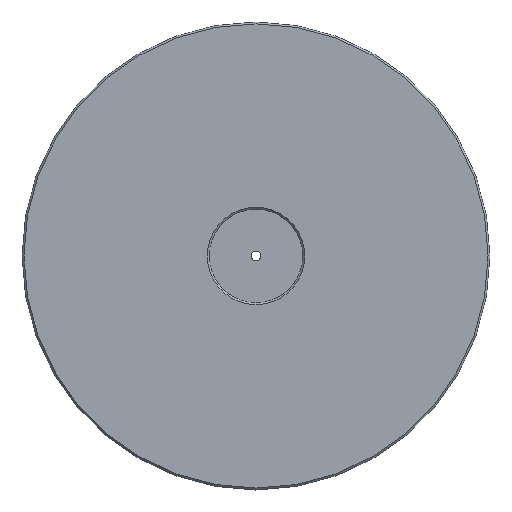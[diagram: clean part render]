
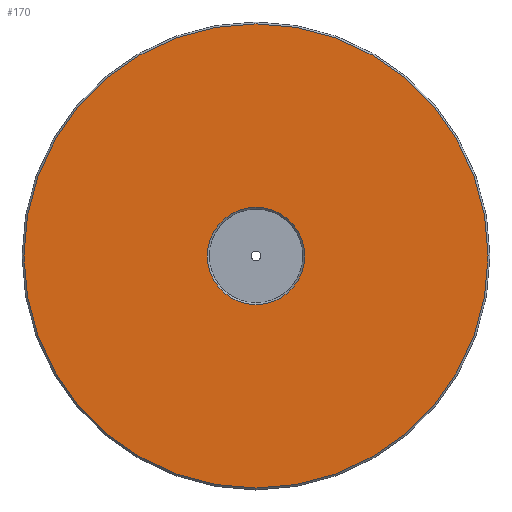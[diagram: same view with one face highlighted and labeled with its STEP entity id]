
A CAD part, top view. The second image highlights one B-rep face of the part: STEP entity #170.
In plain terms, the highlighted face is planar.
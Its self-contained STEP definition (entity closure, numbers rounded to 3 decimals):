
#99 = CARTESIAN_POINT ( 'NONE',  ( 0., 0., 0. ) ) ;
#154 = FACE_BOUND ( 'NONE', #635, .T. ) ;
#163 = VERTEX_POINT ( 'NONE', #811 ) ;
#170 = ADVANCED_FACE ( 'NONE', ( #154, #197 ), #801, .F. ) ;
#182 = EDGE_CURVE ( 'NONE', #163, #497, #825, .T. ) ;
#193 = CARTESIAN_POINT ( 'NONE',  ( 12.5, 0., 0. ) ) ;
#196 = CARTESIAN_POINT ( 'NONE',  ( 12.4, 0., 0. ) ) ;
#197 = FACE_OUTER_BOUND ( 'NONE', #1484, .T. ) ;
#328 = CARTESIAN_POINT ( 'NONE',  ( -12.4, 0., 0. ) ) ;
#366 = VERTEX_POINT ( 'NONE', #196 ) ;
#472 = ORIENTED_EDGE ( 'NONE', *, *, #1583, .T. ) ;
#497 = VERTEX_POINT ( 'NONE', #998 ) ;
#513 = AXIS2_PLACEMENT_3D ( 'NONE', #99, #519, #1553 ) ;
#519 = DIRECTION ( 'NONE',  ( 0., -1., 0. ) ) ;
#522 = CARTESIAN_POINT ( 'NONE',  ( 0., 0., 0. ) ) ;
#546 = DIRECTION ( 'NONE',  ( 0., -1., 0. ) ) ;
#552 = VERTEX_POINT ( 'NONE', #328 ) ;
#573 = DIRECTION ( 'NONE',  ( 0., 1., 0. ) ) ;
#631 = EDGE_CURVE ( 'NONE', #497, #163, #1193, .T. ) ;
#635 = EDGE_LOOP ( 'NONE', ( #1729, #891 ) ) ;
#641 = AXIS2_PLACEMENT_3D ( 'NONE', #522, #1846, #988 ) ;
#691 = DIRECTION ( 'NONE',  ( 1., 0., 0. ) ) ;
#723 = DIRECTION ( 'NONE',  ( 1., 0., 0. ) ) ;
#801 = PLANE ( 'NONE',  #1533 ) ;
#803 = AXIS2_PLACEMENT_3D ( 'NONE', #1482, #573, #723 ) ;
#811 = CARTESIAN_POINT ( 'NONE',  ( -2.6, 0., 0. ) ) ;
#825 = CIRCLE ( 'NONE', #1211, 2.6 ) ;
#891 = ORIENTED_EDGE ( 'NONE', *, *, #631, .T. ) ;
#988 = DIRECTION ( 'NONE',  ( 1., 0., 0. ) ) ;
#998 = CARTESIAN_POINT ( 'NONE',  ( 2.6, 0., 0. ) ) ;
#1121 = CIRCLE ( 'NONE', #641, 12.4 ) ;
#1138 = CIRCLE ( 'NONE', #803, 12.4 ) ;
#1139 = DIRECTION ( 'NONE',  ( 1., 0., 0. ) ) ;
#1193 = CIRCLE ( 'NONE', #513, 2.6 ) ;
#1208 = EDGE_CURVE ( 'NONE', #552, #366, #1121, .T. ) ;
#1211 = AXIS2_PLACEMENT_3D ( 'NONE', #1274, #546, #1139 ) ;
#1274 = CARTESIAN_POINT ( 'NONE',  ( 0., 0., 0. ) ) ;
#1433 = DIRECTION ( 'NONE',  ( 0., -1., 0. ) ) ;
#1482 = CARTESIAN_POINT ( 'NONE',  ( 0., 0., 0. ) ) ;
#1484 = EDGE_LOOP ( 'NONE', ( #472, #1669 ) ) ;
#1533 = AXIS2_PLACEMENT_3D ( 'NONE', #193, #1433, #691 ) ;
#1553 = DIRECTION ( 'NONE',  ( 1., 0., 0. ) ) ;
#1583 = EDGE_CURVE ( 'NONE', #366, #552, #1138, .T. ) ;
#1669 = ORIENTED_EDGE ( 'NONE', *, *, #1208, .T. ) ;
#1729 = ORIENTED_EDGE ( 'NONE', *, *, #182, .T. ) ;
#1846 = DIRECTION ( 'NONE',  ( 0., 1., 0. ) ) ;
